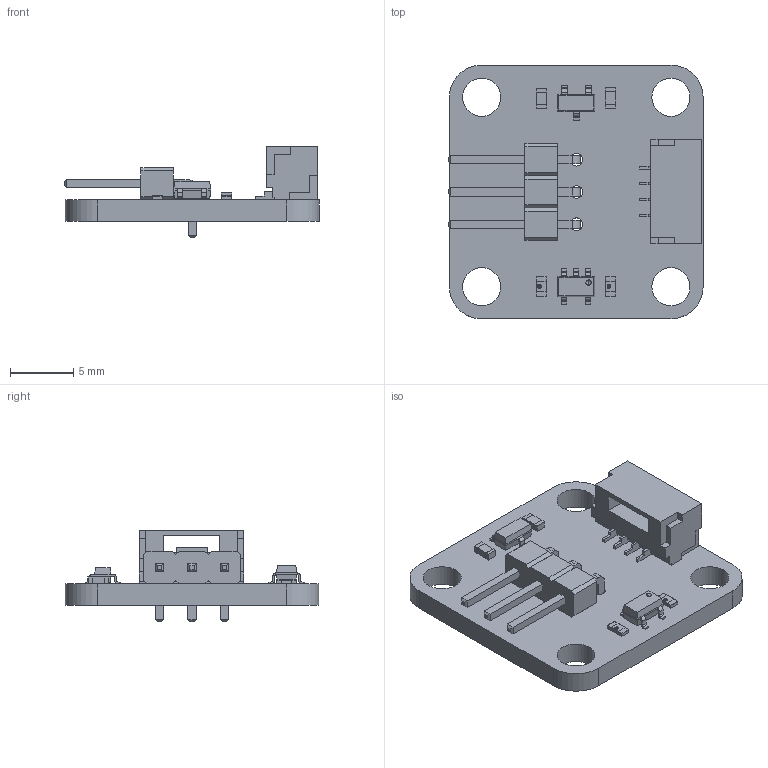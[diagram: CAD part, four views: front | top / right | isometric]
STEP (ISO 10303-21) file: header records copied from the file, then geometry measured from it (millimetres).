
FILE_DESCRIPTION(('Open CASCADE Model'),'2;1');
FILE_NAME('Open CASCADE Shape Model','2021-08-16T15:34:42',('Author'),( 'Open CASCADE'),'Open CASCADE STEP processor 6.8','Open CASCADE 6.8' ,'Unknown');
FILE_SCHEMA(('AUTOMOTIVE_DESIGN { 1 0 10303 214 1 1 1 1 }'));
Length unit declared in the file: millimetre
Products named in the file (20): PCB; Board; Open CASCADE STEP translator 6.8 2.1.1; U1; SOT23-5; Q1; SOT23-3; P2; PinHeader_1x03_P2.54mm_Horizontal; C2; User_Library-0603_SMD_Capacitor; R2; 5868524304; term1; term2; body; R1; P1; JST_GH_SM04B-GHS-TB_1x04-1MP_P1.25mm_Horizontal; C1
Assembly tree (21 placements, depth 4):
  PCB
    Board
      Open CASCADE STEP translator 6.8 2.1.1
    U1
      SOT23-5
    Q1
      SOT23-3
    P2
      PinHeader_1x03_P2.54mm_Horizontal
    C2
      User_Library-0603_SMD_Capacitor
    R2
      5868524304
        term1
        term2
        body
    R1
      5868524304
        term1
        term2
        body
    P1
      JST_GH_SM04B-GHS-TB_1x04-1MP_P1.25mm_Horizontal
    C1
      User_Library-0603_SMD_Capacitor
Bounding box: 20.04 x 20 x 7.25 mm (x, y, z)
Volume: 774.4 mm3; surface area: 1471.5 mm2
Topology: 13 solids, 13 shells, 663 faces, 1692 edges, 1064 vertices
Faces by surface type: plane 481, cylinder 86, bspline 78, sphere 18
Full cylindrical faces by diameter (mm): 1 x3, 3 x4
Entity records: 21389 total; most frequent: CARTESIAN_POINT 5153, ORIENTED_EDGE 2862, DIRECTION 2556, EDGE_CURVE 1431, LINE 1226, VECTOR 1226, VERTEX_POINT 914, AXIS2_PLACEMENT_3D 665
